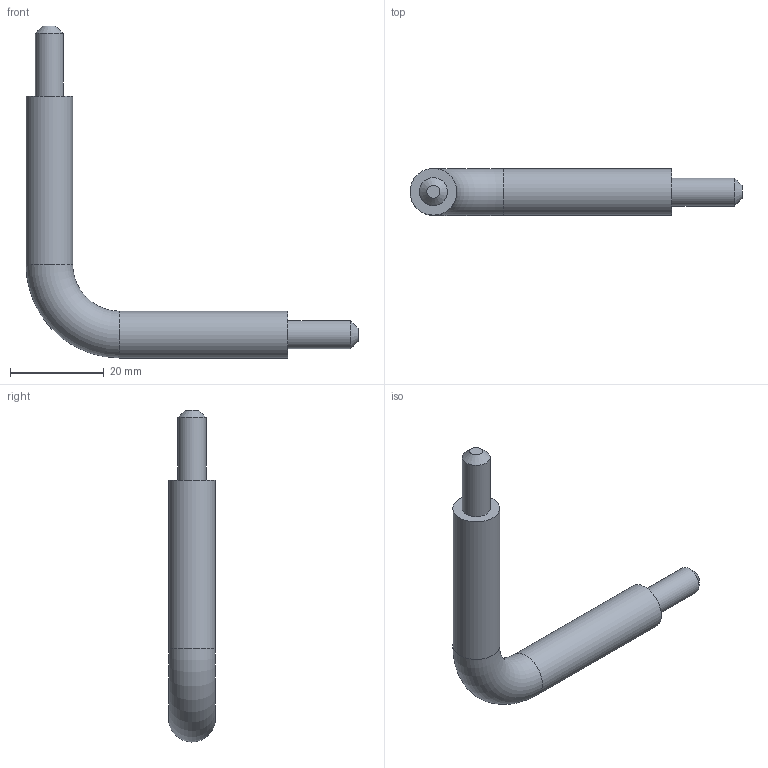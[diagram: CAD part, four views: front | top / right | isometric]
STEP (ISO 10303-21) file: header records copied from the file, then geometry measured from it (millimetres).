
FILE_DESCRIPTION(('STEP AP214'), '1');
FILE_NAME('àðò. KRT742', '2014-09-30T09:18:06', ('ba2ra'), ('3ds'), 'ASCON STEP Converter 1.3', 'ASCON Math Kernel', '');
FILE_SCHEMA(('AUTOMOTIVE_DESIGN { 1 0 10303 214 3 1 1}'));
Length unit declared in the file: millimetre
Products named in the file (1): àðò.KRT742
Bounding box: 71 x 10 x 71 mm (x, y, z)
Volume: 8314 mm3; surface area: 3682.7 mm2
Topology: 1 solids, 1 shells, 11 faces, 17 edges, 10 vertices
Faces by surface type: plane 4, cylinder 4, cone 2, torus 1
Full cylindrical faces by diameter (mm): 6 x2, 10 x2
Entity records: 346 total; most frequent: DIRECTION 44, CARTESIAN_POINT 32, AXIS2_PLACEMENT_3D 22, EDGE_LOOP 20, ORIENTED_EDGE 20, FACE_OUTER_BOUND 14, COLOUR_RGB 12, FILL_AREA_STYLE_COLOUR 12
